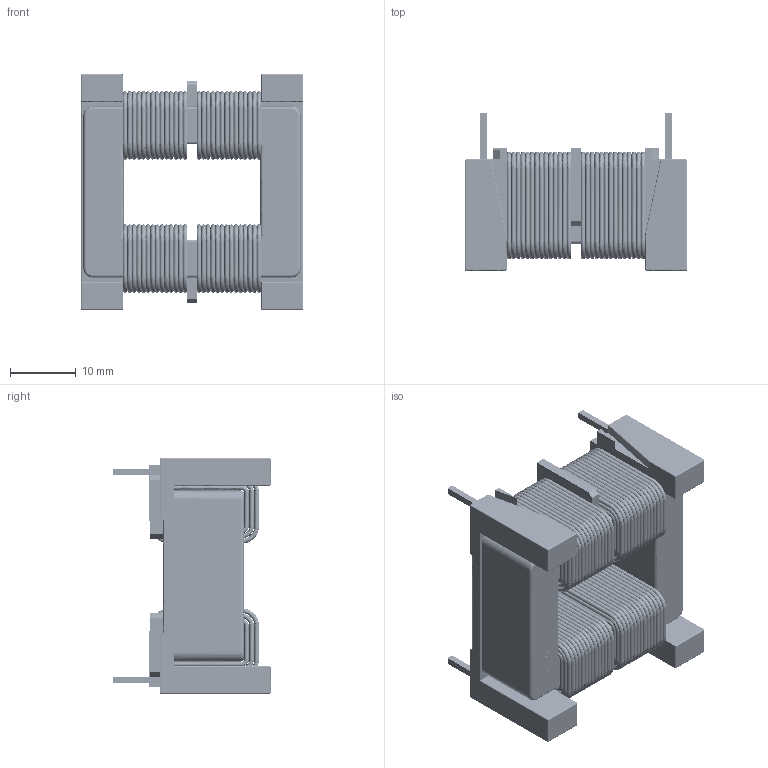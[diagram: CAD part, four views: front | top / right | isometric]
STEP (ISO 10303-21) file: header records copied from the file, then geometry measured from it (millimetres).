
FILE_DESCRIPTION(('FreeCAD Model'),'2;1');
FILE_NAME('Open CASCADE Shape Model','2025-04-29T11:00:51',('FreeCAD'),( 'FreeCAD'),'Open CASCADE STEP processor 7.6','FreeCAD','Unknown');
FILE_SCHEMA(('AUTOMOTIVE_DESIGN { 1 0 10303 214 1 1 1 1 }'));
Products named in the file (1): Open CASCADE STEP translator 7.6 1
Bounding box: 33.73 x 23.89 x 35.83 mm (x, y, z)
Surface area: 20714.8 mm2 (no closed solid volume)
Topology: 0 solids, 104 shells, 3300 faces, 9736 edges, 6028 vertices
Faces by surface type: bspline 3300
Entity records: 129875 total; most frequent: CARTESIAN_POINT 81163, ORIENTED_EDGE 18920, EDGE_CURVE 9700, VERTEX_POINT 6028, B_SPLINE_CURVE_WITH_KNOTS 3404, FACE_BOUND 3318, EDGE_LOOP 3318, ADVANCED_FACE 3300
